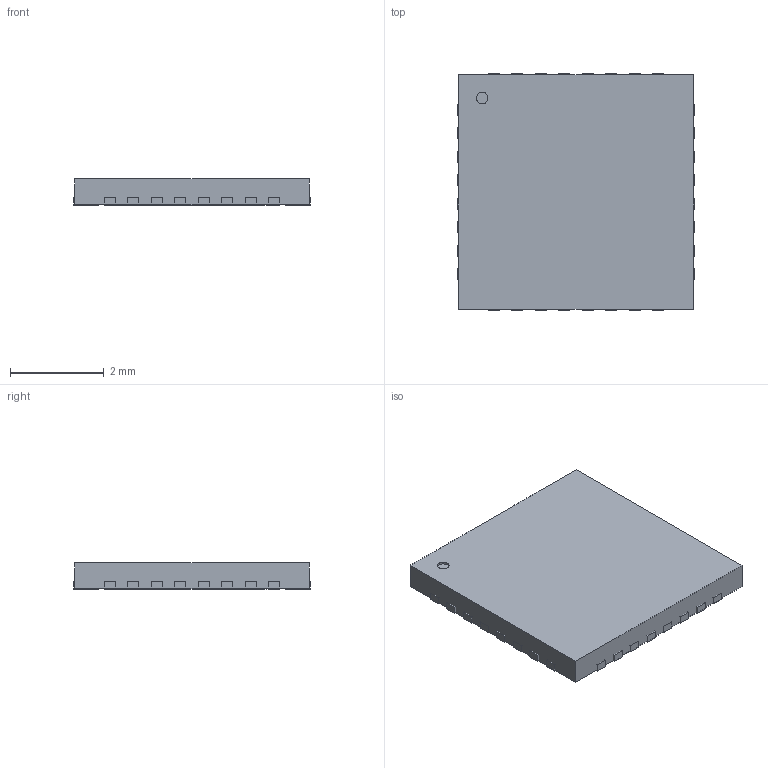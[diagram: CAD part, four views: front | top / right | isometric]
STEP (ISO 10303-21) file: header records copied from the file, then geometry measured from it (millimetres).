
FILE_DESCRIPTION(('FreeCAD Model'),'2;1');
FILE_NAME('Open CASCADE Shape Model','2021-05-12T15:54:58',('Author'),( ''),'Open CASCADE STEP processor 7.5','FreeCAD','Unknown');
FILE_SCHEMA(('AUTOMOTIVE_DESIGN { 1 0 10303 214 1 1 1 1 }'));
Length unit declared in the file: millimetre
Products named in the file (36): Unnamed; Body; Body001; Pin001; Body007; Body008; Body009; Body010; Body011; Body012; Body013; Body014; Body015; Body016; Body029; Body030; Body031; Body032; Body033; Body034; Body035; Body036; Body037; Body038; Body039; Body040; Body041; Body042; Body043; Body044; Body045; Body046; Body047; Body048; Body049; ExposedPad
Assembly tree (35 placements, depth 2):
  Unnamed
    Body
    Body001
    Pin001
    Body007
    Body008
    Body009
    Body010
    Body011
    Body012
    Body013
    Body014
    Body015
    Body016
    Body029
    Body030
    Body031
    Body032
    Body033
    Body034
    Body035
    Body036
    Body037
    Body038
    Body039
    Body040
    Body041
    Body042
    Body043
    Body044
    Body045
    Body046
    Body047
    Body048
    Body049
    ExposedPad
Bounding box: 5.04 x 5.04 x 0.56 mm (x, y, z)
Volume: 14.5 mm3; surface area: 100.7 mm2
Topology: 35 solids, 35 shells, 213 faces, 426 edges, 284 vertices
Faces by surface type: plane 176, cylinder 37
Full cylindrical faces by diameter (mm): 0.25 x2
Entity records: 11931 total; most frequent: CARTESIAN_POINT 1881, DIRECTION 1815, LINE 1102, VECTOR 1102, ORIENTED_EDGE 852, PCURVE 852, DEFINITIONAL_REPRESENTATION 852, EDGE_CURVE 426
